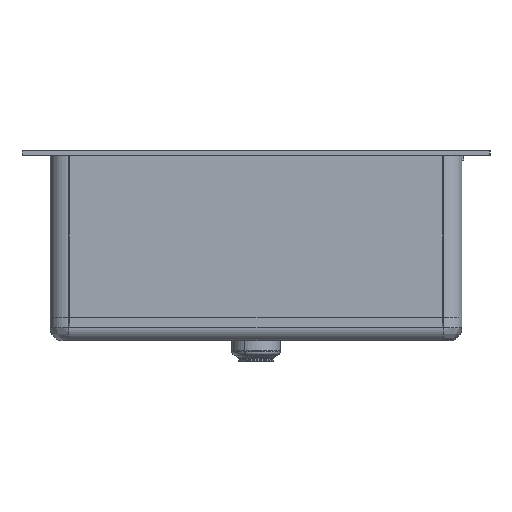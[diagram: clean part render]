
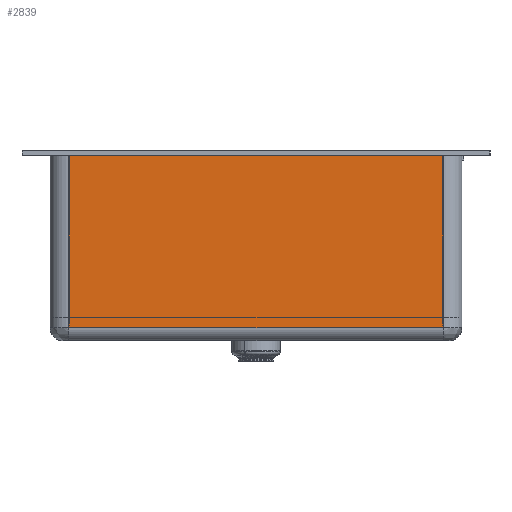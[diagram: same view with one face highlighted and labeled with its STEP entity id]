
A CAD part, left-side view. The second image highlights one B-rep face of the part: STEP entity #2839.
In plain terms, the highlighted planar face has unit normal (-1, 0, 0).
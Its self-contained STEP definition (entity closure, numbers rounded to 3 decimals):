
#234=CARTESIAN_POINT('Vertex',(40.,50.,0.)) ;
#278=CARTESIAN_POINT('Vertex',(40.,450.,0.)) ;
#281=CARTESIAN_POINT('Line Origine',(40.,250.,0.)) ;
#2797=CARTESIAN_POINT('Line Origine',(40.,50.,-98.)) ;
#2801=CARTESIAN_POINT('Vertex',(40.,50.,-184.)) ;
#2816=CARTESIAN_POINT('Axis2P3D Location',(40.,450.,2.)) ;
#2821=CARTESIAN_POINT('Line Origine',(40.,250.,-184.)) ;
#2825=CARTESIAN_POINT('Vertex',(40.,450.,-184.)) ;
#2828=CARTESIAN_POINT('Line Origine',(40.,450.,-92.)) ;
#282=DIRECTION('Vector Direction',(0.,-1.,0.)) ;
#2798=DIRECTION('Vector Direction',(0.,0.,1.)) ;
#2817=DIRECTION('Axis2P3D Direction',(1.,0.,0.)) ;
#2818=DIRECTION('Axis2P3D XDirection',(0.,-1.,0.)) ;
#2822=DIRECTION('Vector Direction',(0.,1.,0.)) ;
#2829=DIRECTION('Vector Direction',(0.,0.,-1.)) ;
#2819=AXIS2_PLACEMENT_3D('Plane Axis2P3D',#2816,#2817,#2818) ;
#2834=ORIENTED_EDGE('',*,*,#2827,.T.) ;
#2835=ORIENTED_EDGE('',*,*,#2803,.F.) ;
#2836=ORIENTED_EDGE('',*,*,#285,.F.) ;
#2837=ORIENTED_EDGE('',*,*,#2832,.T.) ;
#283=VECTOR('Line Direction',#282,1.) ;
#2799=VECTOR('Line Direction',#2798,1.) ;
#2823=VECTOR('Line Direction',#2822,1.) ;
#2830=VECTOR('Line Direction',#2829,1.) ;
#2839=ADVANCED_FACE('PartBody',(#2838),#2820,.F.) ;
#285=EDGE_CURVE('',#279,#235,#284,.T.) ;
#2803=EDGE_CURVE('',#235,#2802,#2800,.F.) ;
#2827=EDGE_CURVE('',#2826,#2802,#2824,.F.) ;
#2832=EDGE_CURVE('',#279,#2826,#2831,.T.) ;
#2833=EDGE_LOOP('',(#2834,#2835,#2836,#2837)) ;
#2838=FACE_OUTER_BOUND('',#2833,.T.) ;
#284=LINE('Line',#281,#283) ;
#2800=LINE('Line',#2797,#2799) ;
#2824=LINE('Line',#2821,#2823) ;
#2831=LINE('Line',#2828,#2830) ;
#2820=PLANE('Plane',#2819) ;
#235=VERTEX_POINT('',#234) ;
#279=VERTEX_POINT('',#278) ;
#2802=VERTEX_POINT('',#2801) ;
#2826=VERTEX_POINT('',#2825) ;
